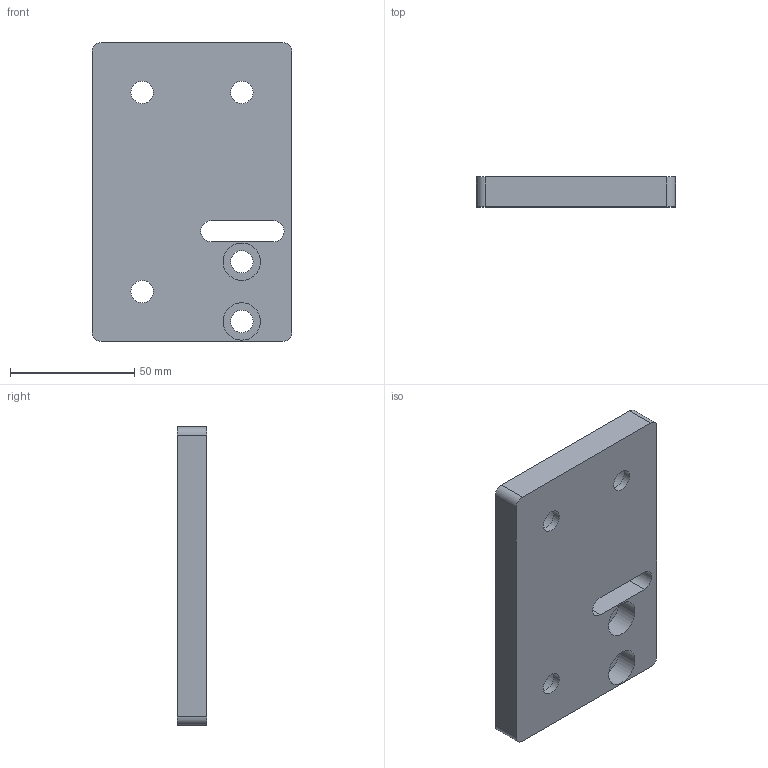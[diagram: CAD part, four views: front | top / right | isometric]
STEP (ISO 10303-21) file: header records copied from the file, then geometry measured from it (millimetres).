
FILE_DESCRIPTION((''),'2;1');
FILE_NAME('SL0260S.ipt.step','2007-09-10T15:13:59',(''),(''),'Autodesk Inventor 11','Autodesk Inventor 11','');
FILE_SCHEMA(('AUTOMOTIVE_DESIGN { 1 0 10303 214 1 1 1 1 }'));
Length unit declared in the file: millimetre
Products named in the file (1): SL0260S
Bounding box: 80 x 12 x 120 mm (x, y, z)
Volume: 102938.3 mm3; surface area: 26196.7 mm2
Topology: 1 solids, 1 shells, 29 faces, 66 edges, 44 vertices
Faces by surface type: bspline 15, plane 8, cylinder 6
Entity records: 959 total; most frequent: CARTESIAN_POINT 315, DIRECTION 118, ORIENTED_EDGE 112, EDGE_CURVE 56, EDGE_LOOP 56, AXIS2_PLACEMENT_3D 47, VERTEX_POINT 44, CIRCLE 32
